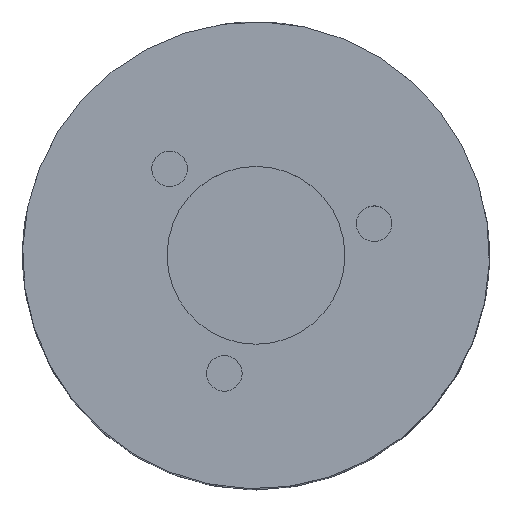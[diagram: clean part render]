
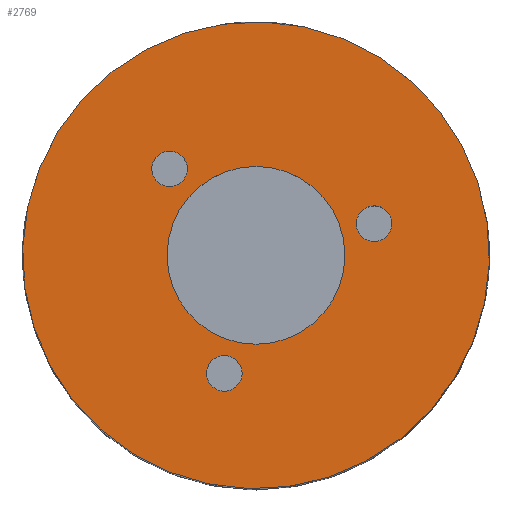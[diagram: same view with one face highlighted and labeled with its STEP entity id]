
A CAD part, top view. The second image highlights one B-rep face of the part: STEP entity #2769.
In plain terms, the highlighted planar face has unit normal (0, 0, 1).
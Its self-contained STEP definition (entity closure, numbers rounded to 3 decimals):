
#174=FACE_BOUND('',#558,.T.);
#175=FACE_BOUND('',#559,.T.);
#176=FACE_BOUND('',#560,.T.);
#177=FACE_BOUND('',#561,.T.);
#337=PLANE('',#2958);
#398=FACE_OUTER_BOUND('',#557,.T.);
#557=EDGE_LOOP('',(#1933));
#558=EDGE_LOOP('',(#1934));
#559=EDGE_LOOP('',(#1935));
#560=EDGE_LOOP('',(#1936));
#561=EDGE_LOOP('',(#1937));
#1073=CIRCLE('',#2940,1.6);
#1075=CIRCLE('',#2944,8.);
#1077=CIRCLE('',#2948,1.6);
#1079=CIRCLE('',#2952,1.6);
#1083=CIRCLE('',#2959,21.);
#1222=VERTEX_POINT('',#4037);
#1224=VERTEX_POINT('',#4044);
#1226=VERTEX_POINT('',#4051);
#1228=VERTEX_POINT('',#4058);
#1234=VERTEX_POINT('',#4074);
#1500=EDGE_CURVE('',#1222,#1222,#1073,.T.);
#1503=EDGE_CURVE('',#1224,#1224,#1075,.T.);
#1506=EDGE_CURVE('',#1226,#1226,#1077,.T.);
#1509=EDGE_CURVE('',#1228,#1228,#1079,.T.);
#1516=EDGE_CURVE('',#1234,#1234,#1083,.T.);
#1933=ORIENTED_EDGE('',*,*,#1516,.T.);
#1934=ORIENTED_EDGE('',*,*,#1500,.T.);
#1935=ORIENTED_EDGE('',*,*,#1503,.T.);
#1936=ORIENTED_EDGE('',*,*,#1506,.T.);
#1937=ORIENTED_EDGE('',*,*,#1509,.T.);
#2769=ADVANCED_FACE('',(#398,#174,#175,#176,#177),#337,.T.);
#2940=AXIS2_PLACEMENT_3D('',#4038,#3251,#3252);
#2944=AXIS2_PLACEMENT_3D('',#4045,#3260,#3261);
#2948=AXIS2_PLACEMENT_3D('',#4052,#3269,#3270);
#2952=AXIS2_PLACEMENT_3D('',#4059,#3278,#3279);
#2958=AXIS2_PLACEMENT_3D('',#4073,#3293,#3294);
#2959=AXIS2_PLACEMENT_3D('',#4075,#3295,#3296);
#3251=DIRECTION('center_axis',(0.,0.,
-1.));
#3252=DIRECTION('ref_axis',(1.,0.,0.));
#3260=DIRECTION('center_axis',(0.,0.,
-1.));
#3261=DIRECTION('ref_axis',(1.,0.,0.));
#3269=DIRECTION('center_axis',(0.,0.,
-1.));
#3270=DIRECTION('ref_axis',(1.,0.,0.));
#3278=DIRECTION('center_axis',(0.,0.,
-1.));
#3279=DIRECTION('ref_axis',(1.,0.,0.));
#3293=DIRECTION('center_axis',(0.,0.,
1.));
#3294=DIRECTION('ref_axis',(1.,0.,0.));
#3295=DIRECTION('center_axis',(0.,0.,
1.));
#3296=DIRECTION('ref_axis',(1.,0.,0.));
#4037=CARTESIAN_POINT('',(-9.378,7.778,65.2));
#4038=CARTESIAN_POINT('Origin',(-7.778,7.778,65.2));
#4044=CARTESIAN_POINT('',(-8.,0.,65.2));
#4045=CARTESIAN_POINT('Origin',(0.,0.,
65.2));
#4051=CARTESIAN_POINT('',(-4.447,-10.625,65.2));
#4052=CARTESIAN_POINT('Origin',(-2.847,-10.625,65.2));
#4058=CARTESIAN_POINT('',(9.025,2.847,65.2));
#4059=CARTESIAN_POINT('Origin',(10.625,2.847,65.2));
#4073=CARTESIAN_POINT('Origin',(0.,0.,
65.2));
#4074=CARTESIAN_POINT('',(-20.988,0.701,65.2));
#4075=CARTESIAN_POINT('Origin',(0.,0.,
65.2));
